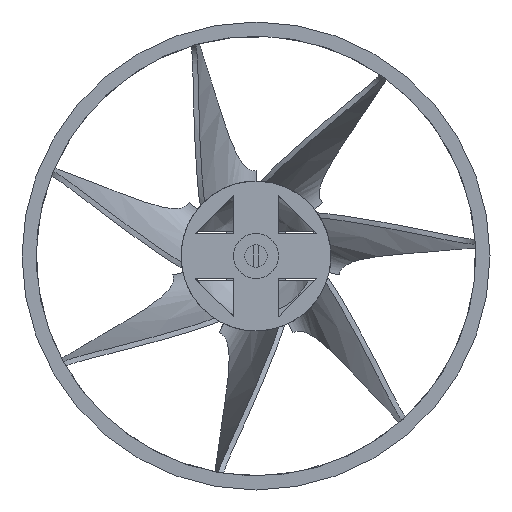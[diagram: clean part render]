
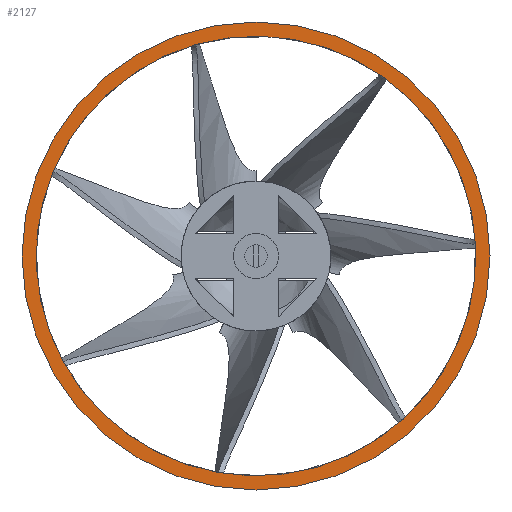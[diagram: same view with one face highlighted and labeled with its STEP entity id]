
A CAD part, front view. The second image highlights one B-rep face of the part: STEP entity #2127.
In plain terms, the highlighted planar face has unit normal (0, -1, 0).
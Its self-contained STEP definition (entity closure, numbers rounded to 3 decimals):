
#59=FACE_BOUND('',#440,.T.);
#180=CIRCLE('',#2294,44.011);
#184=CIRCLE('',#2299,44.011);
#188=CIRCLE('',#2304,44.011);
#192=CIRCLE('',#2309,44.011);
#196=CIRCLE('',#2314,44.011);
#202=CIRCLE('',#2321,44.011);
#204=CIRCLE('',#2324,44.011);
#208=CIRCLE('',#2329,46.856);
#301=FACE_OUTER_BOUND('',#439,.T.);
#439=EDGE_LOOP('',(#1883));
#440=EDGE_LOOP('',(#1884,#1885,#1886,#1887,#1888,#1889,#1890));
#971=VERTEX_POINT('',#4133);
#972=VERTEX_POINT('',#4138);
#976=VERTEX_POINT('',#4147);
#980=VERTEX_POINT('',#4160);
#984=VERTEX_POINT('',#4173);
#988=VERTEX_POINT('',#4186);
#991=VERTEX_POINT('',#4197);
#998=VERTEX_POINT('',#4223);
#1240=EDGE_CURVE('',#971,#972,#180,.T.);
#1245=EDGE_CURVE('',#976,#971,#184,.T.);
#1250=EDGE_CURVE('',#980,#976,#188,.T.);
#1255=EDGE_CURVE('',#984,#980,#192,.T.);
#1260=EDGE_CURVE('',#988,#984,#196,.T.);
#1267=EDGE_CURVE('',#972,#991,#202,.T.);
#1270=EDGE_CURVE('',#991,#988,#204,.T.);
#1274=EDGE_CURVE('',#998,#998,#208,.T.);
#1883=ORIENTED_EDGE('',*,*,#1274,.F.);
#1884=ORIENTED_EDGE('',*,*,#1267,.F.);
#1885=ORIENTED_EDGE('',*,*,#1240,.F.);
#1886=ORIENTED_EDGE('',*,*,#1245,.F.);
#1887=ORIENTED_EDGE('',*,*,#1250,.F.);
#1888=ORIENTED_EDGE('',*,*,#1255,.F.);
#1889=ORIENTED_EDGE('',*,*,#1260,.F.);
#1890=ORIENTED_EDGE('',*,*,#1270,.F.);
#2027=PLANE('',#2338);
#2127=ADVANCED_FACE('',(#301,#59),#2027,.F.);
#2294=AXIS2_PLACEMENT_3D('',#4139,#2738,#2739);
#2299=AXIS2_PLACEMENT_3D('',#4152,#2748,#2749);
#2304=AXIS2_PLACEMENT_3D('',#4165,#2758,#2759);
#2309=AXIS2_PLACEMENT_3D('',#4178,#2768,#2769);
#2314=AXIS2_PLACEMENT_3D('',#4191,#2778,#2779);
#2321=AXIS2_PLACEMENT_3D('',#4207,#2792,#2793);
#2324=AXIS2_PLACEMENT_3D('',#4216,#2798,#2799);
#2329=AXIS2_PLACEMENT_3D('',#4224,#2808,#2809);
#2338=AXIS2_PLACEMENT_3D('',#5236,#2854,#2855);
#2738=DIRECTION('center_axis',(0.,-1.,0.));
#2739=DIRECTION('ref_axis',(1.,0.,0.));
#2748=DIRECTION('center_axis',(0.,-1.,0.));
#2749=DIRECTION('ref_axis',(1.,0.,0.));
#2758=DIRECTION('center_axis',(0.,-1.,0.));
#2759=DIRECTION('ref_axis',(1.,0.,0.));
#2768=DIRECTION('center_axis',(0.,-1.,0.));
#2769=DIRECTION('ref_axis',(1.,0.,0.));
#2778=DIRECTION('center_axis',(0.,-1.,0.));
#2779=DIRECTION('ref_axis',(1.,0.,0.));
#2792=DIRECTION('center_axis',(0.,-1.,0.));
#2793=DIRECTION('ref_axis',(1.,0.,0.));
#2798=DIRECTION('center_axis',(0.,-1.,0.));
#2799=DIRECTION('ref_axis',(1.,0.,0.));
#2808=DIRECTION('center_axis',(0.,1.,0.));
#2809=DIRECTION('ref_axis',(1.,0.,0.));
#2854=DIRECTION('center_axis',(0.,1.,0.));
#2855=DIRECTION('ref_axis',(0.623,0.,0.782));
#4133=CARTESIAN_POINT('',(25.575,0.,35.817));
#4138=CARTESIAN_POINT('',(-12.057,0.,42.327));
#4139=CARTESIAN_POINT('Origin',(0.,0.,0.));
#4147=CARTESIAN_POINT('',(43.949,0.,2.337));
#4152=CARTESIAN_POINT('Origin',(0.,0.,0.));
#4160=CARTESIAN_POINT('',(29.228,0.,-32.904));
#4165=CARTESIAN_POINT('Origin',(0.,0.,0.));
#4173=CARTESIAN_POINT('',(-7.502,0.,-43.367));
#4178=CARTESIAN_POINT('Origin',(0.,0.,0.));
#4186=CARTESIAN_POINT('',(-38.583,0.,-21.174));
#4191=CARTESIAN_POINT('Origin',(0.,0.,0.));
#4197=CARTESIAN_POINT('',(-40.61,0.,16.963));
#4207=CARTESIAN_POINT('Origin',(0.,0.,0.));
#4216=CARTESIAN_POINT('Origin',(0.,0.,0.));
#4223=CARTESIAN_POINT('',(-46.856,0.,0.));
#4224=CARTESIAN_POINT('Origin',(0.,0.,0.));
#5236=CARTESIAN_POINT('Origin',(0.,0.,0.));
